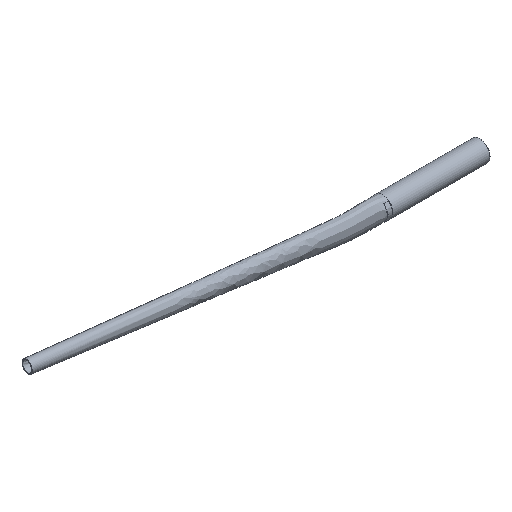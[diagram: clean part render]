
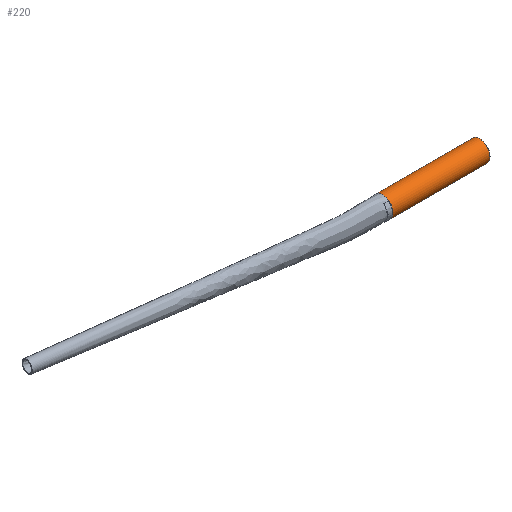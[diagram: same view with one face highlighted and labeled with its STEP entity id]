
A CAD part, isometric view. The second image highlights one B-rep face of the part: STEP entity #220.
In plain terms, the highlighted cylindrical face has radius 11.1 mm (diameter 22.2 mm), a full revolution.
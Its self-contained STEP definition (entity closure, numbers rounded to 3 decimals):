
#48=FACE_OUTER_BOUND('',#60,.T.);
#60=EDGE_LOOP('',(#153,#154,#155,#156));
#77=LINE('',#333,#79);
#79=VECTOR('',#283,11.1);
#82=CIRCLE('',#250,11.1);
#83=CIRCLE('',#251,11.1);
#96=VERTEX_POINT('',#330);
#97=VERTEX_POINT('',#332);
#119=EDGE_CURVE('',#96,#96,#82,.T.);
#120=EDGE_CURVE('',#96,#97,#77,.T.);
#121=EDGE_CURVE('',#97,#97,#83,.T.);
#153=ORIENTED_EDGE('',*,*,#119,.F.);
#154=ORIENTED_EDGE('',*,*,#120,.T.);
#155=ORIENTED_EDGE('',*,*,#121,.F.);
#156=ORIENTED_EDGE('',*,*,#120,.F.);
#216=CYLINDRICAL_SURFACE('',#249,11.1);
#220=ADVANCED_FACE('',(#48),#216,.T.);
#249=AXIS2_PLACEMENT_3D('',#329,#279,#280);
#250=AXIS2_PLACEMENT_3D('',#331,#281,#282);
#251=AXIS2_PLACEMENT_3D('',#334,#284,#285);
#279=DIRECTION('center_axis',(-1.,0.,0.));
#280=DIRECTION('ref_axis',(0.,1.,0.));
#281=DIRECTION('center_axis',(-1.,0.,0.));
#282=DIRECTION('ref_axis',(0.,1.,0.));
#283=DIRECTION('',(1.,0.,0.));
#284=DIRECTION('center_axis',(1.,0.,0.));
#285=DIRECTION('ref_axis',(0.,1.,0.));
#329=CARTESIAN_POINT('Origin',(0.,0.,0.));
#330=CARTESIAN_POINT('',(-105.,-11.1,0.));
#331=CARTESIAN_POINT('Origin',(-105.,0.,0.));
#332=CARTESIAN_POINT('',(0.,-11.1,0.));
#333=CARTESIAN_POINT('',(0.,-11.1,0.));
#334=CARTESIAN_POINT('Origin',(0.,0.,0.));
